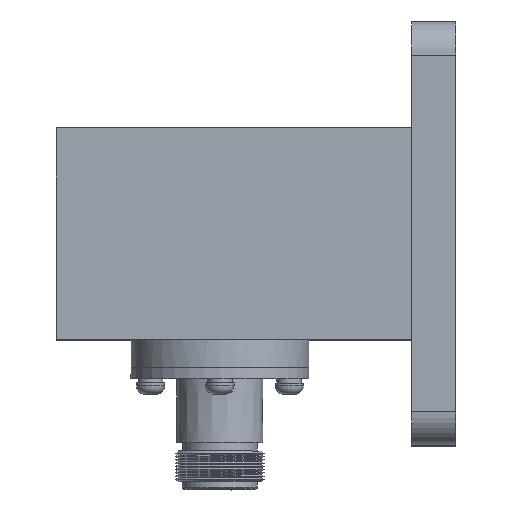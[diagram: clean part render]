
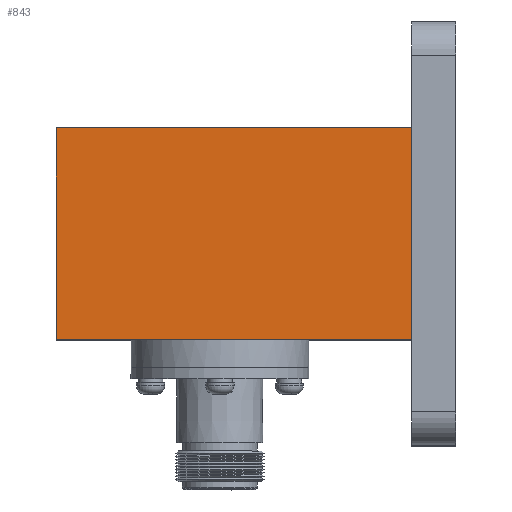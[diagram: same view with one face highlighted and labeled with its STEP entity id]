
A CAD part, top view. The second image highlights one B-rep face of the part: STEP entity #843.
In plain terms, the highlighted planar face has unit normal (0, 0, 1).
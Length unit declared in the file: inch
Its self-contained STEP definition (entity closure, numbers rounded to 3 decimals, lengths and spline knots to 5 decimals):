
#68 = CARTESIAN_POINT ( 'NONE',  ( -2.83456, 0.75037, 1.49967 ) ) ;
#581 = EDGE_LOOP ( 'NONE', ( #2074, #2062, #2022, #1993 ) ) ;
#699 = LINE ( 'NONE', #3236, #707 ) ;
#707 = VECTOR ( 'NONE', #4336, 39.37008 ) ;
#843 = ADVANCED_FACE ( 'NONE', ( #3858 ), #1082, .F. ) ;
#990 = LINE ( 'NONE', #68, #1224 ) ;
#1018 = DIRECTION ( 'NONE',  ( 0., 1., 0. ) ) ;
#1034 = DIRECTION ( 'NONE',  ( 0., 0., -1. ) ) ;
#1082 = PLANE ( 'NONE',  #4391 ) ;
#1143 = VECTOR ( 'NONE', #1904, 39.37008 ) ;
#1224 = VECTOR ( 'NONE', #4159, 39.37008 ) ;
#1371 = CARTESIAN_POINT ( 'NONE',  ( -2.83456, 0.75037, 1.49967 ) ) ;
#1421 = LINE ( 'NONE', #1823, #1143 ) ;
#1528 = CARTESIAN_POINT ( 'NONE',  ( -0.31496, 0.75037, 1.49967 ) ) ;
#1723 = EDGE_CURVE ( 'NONE', #4560, #4065, #990, .T. ) ;
#1823 = CARTESIAN_POINT ( 'NONE',  ( -0.31496, 0.75037, 1.49967 ) ) ;
#1851 = EDGE_CURVE ( 'NONE', #3797, #4560, #699, .T. ) ;
#1904 = DIRECTION ( 'NONE',  ( 0., 1., 0. ) ) ;
#1993 = ORIENTED_EDGE ( 'NONE', *, *, #2154, .T. ) ;
#2022 = ORIENTED_EDGE ( 'NONE', *, *, #1851, .F. ) ;
#2062 = ORIENTED_EDGE ( 'NONE', *, *, #1723, .F. ) ;
#2074 = ORIENTED_EDGE ( 'NONE', *, *, #3996, .T. ) ;
#2154 = EDGE_CURVE ( 'NONE', #3797, #3839, #4318, .T. ) ;
#2385 = CARTESIAN_POINT ( 'NONE',  ( -0.31496, -0.75037, 1.49967 ) ) ;
#2664 = CARTESIAN_POINT ( 'NONE',  ( -2.83456, -0.75037, 1.49967 ) ) ;
#3181 = CARTESIAN_POINT ( 'NONE',  ( -2.83456, 0.75037, 1.49967 ) ) ;
#3236 = CARTESIAN_POINT ( 'NONE',  ( -2.83456, 0.75037, 1.49967 ) ) ;
#3797 = VERTEX_POINT ( 'NONE', #2664 ) ;
#3839 = VERTEX_POINT ( 'NONE', #2385 ) ;
#3858 = FACE_OUTER_BOUND ( 'NONE', #581, .T. ) ;
#3996 = EDGE_CURVE ( 'NONE', #3839, #4065, #1421, .T. ) ;
#4065 = VERTEX_POINT ( 'NONE', #1528 ) ;
#4159 = DIRECTION ( 'NONE',  ( 1., 0., 0. ) ) ;
#4267 = VECTOR ( 'NONE', #4402, 39.37008 ) ;
#4318 = LINE ( 'NONE', #4430, #4267 ) ;
#4336 = DIRECTION ( 'NONE',  ( 0., 1., 0. ) ) ;
#4391 = AXIS2_PLACEMENT_3D ( 'NONE', #1371, #1034, #1018 ) ;
#4402 = DIRECTION ( 'NONE',  ( 1., 0., 0. ) ) ;
#4430 = CARTESIAN_POINT ( 'NONE',  ( -2.83456, -0.75037, 1.49967 ) ) ;
#4560 = VERTEX_POINT ( 'NONE', #3181 ) ;
